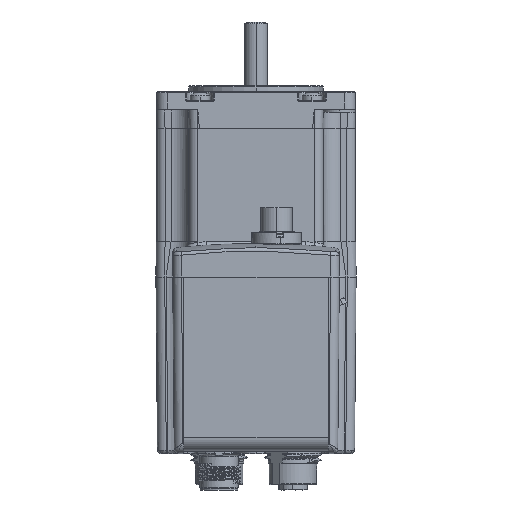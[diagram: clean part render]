
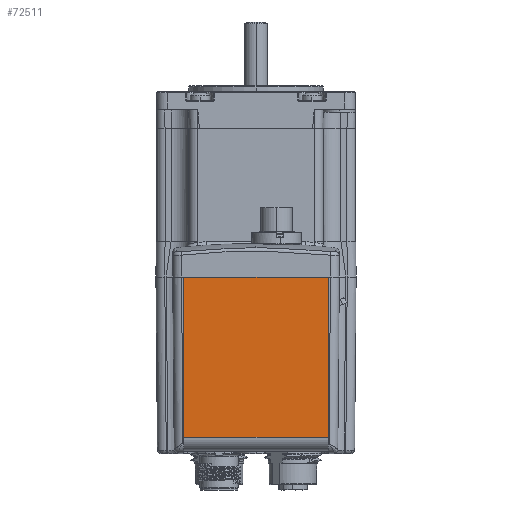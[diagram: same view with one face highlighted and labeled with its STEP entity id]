
A CAD part, left-side view. The second image highlights one B-rep face of the part: STEP entity #72511.
In plain terms, the highlighted planar face has unit normal (-1, 0, -0.009).
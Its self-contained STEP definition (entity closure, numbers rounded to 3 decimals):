
#138 = DIRECTION ( 'NONE',  ( 0., 1., 0. ) ) ;
#3613 = VERTEX_POINT ( 'NONE', #51600 ) ;
#6125 = ORIENTED_EDGE ( 'NONE', *, *, #100914, .F. ) ;
#8847 = VECTOR ( 'NONE', #85822, 1000. ) ;
#12356 = EDGE_CURVE ( 'NONE', #3613, #21398, #109130, .T. ) ;
#17255 = ORIENTED_EDGE ( 'NONE', *, *, #18057, .T. ) ;
#18057 = EDGE_CURVE ( 'NONE', #62786, #3613, #102970, .T. ) ;
#21398 = VERTEX_POINT ( 'NONE', #78192 ) ;
#22594 = CARTESIAN_POINT ( 'NONE',  ( -59.192, -20.5, -98.335 ) ) ;
#23136 = CARTESIAN_POINT ( 'NONE',  ( -59.192, -20.5, -98.335 ) ) ;
#26386 = EDGE_LOOP ( 'NONE', ( #65546, #104113, #6125, #17255 ) ) ;
#33452 = CARTESIAN_POINT ( 'NONE',  ( -59.587, -20.5, -53. ) ) ;
#36084 = VERTEX_POINT ( 'NONE', #22594 ) ;
#36877 = DIRECTION ( 'NONE',  ( 0.009, 0., -1. ) ) ;
#38251 = VECTOR ( 'NONE', #138, 1000. ) ;
#38888 = DIRECTION ( 'NONE',  ( 0., 1., 0. ) ) ;
#42955 = CARTESIAN_POINT ( 'NONE',  ( -59.587, 0., -53. ) ) ;
#48551 = DIRECTION ( 'NONE',  ( 0.009, 0., -1. ) ) ;
#51600 = CARTESIAN_POINT ( 'NONE',  ( -59.587, 20.5, -53. ) ) ;
#62786 = VERTEX_POINT ( 'NONE', #33452 ) ;
#65546 = ORIENTED_EDGE ( 'NONE', *, *, #12356, .T. ) ;
#70224 = CARTESIAN_POINT ( 'NONE',  ( -59.601, -20.5, -51.481 ) ) ;
#71345 = PLANE ( 'NONE',  #107731 ) ;
#72511 = ADVANCED_FACE ( 'NONE', ( #86730 ), #71345, .F. ) ;
#78192 = CARTESIAN_POINT ( 'NONE',  ( -59.192, 20.5, -98.335 ) ) ;
#79103 = LINE ( 'NONE', #23136, #86413 ) ;
#81698 = VECTOR ( 'NONE', #48551, 1000. ) ;
#85822 = DIRECTION ( 'NONE',  ( 0.009, 0., -1. ) ) ;
#86413 = VECTOR ( 'NONE', #38888, 1000. ) ;
#86730 = FACE_OUTER_BOUND ( 'NONE', #26386, .T. ) ;
#86960 = LINE ( 'NONE', #102805, #8847 ) ;
#88397 = DIRECTION ( 'NONE',  ( 1., 0., 0.009 ) ) ;
#98950 = CARTESIAN_POINT ( 'NONE',  ( -59.601, 20.5, -51.481 ) ) ;
#100914 = EDGE_CURVE ( 'NONE', #62786, #36084, #86960, .T. ) ;
#102805 = CARTESIAN_POINT ( 'NONE',  ( -59.601, -20.5, -51.481 ) ) ;
#102970 = LINE ( 'NONE', #42955, #38251 ) ;
#104113 = ORIENTED_EDGE ( 'NONE', *, *, #109212, .F. ) ;
#107731 = AXIS2_PLACEMENT_3D ( 'NONE', #70224, #88397, #36877 ) ;
#109130 = LINE ( 'NONE', #98950, #81698 ) ;
#109212 = EDGE_CURVE ( 'NONE', #36084, #21398, #79103, .T. ) ;
